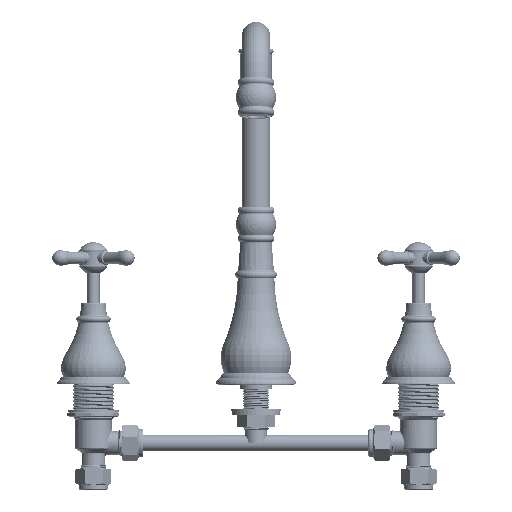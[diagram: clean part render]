
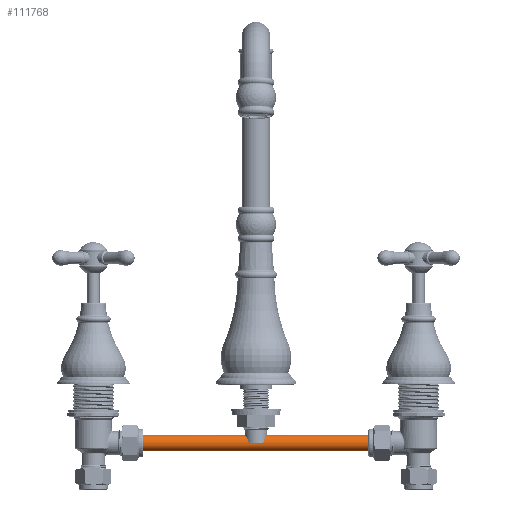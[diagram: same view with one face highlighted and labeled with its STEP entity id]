
A CAD part, top view. The second image highlights one B-rep face of the part: STEP entity #111768.
In plain terms, the highlighted cylindrical face has radius 6.35 mm (diameter 12.7 mm), a partial arc.
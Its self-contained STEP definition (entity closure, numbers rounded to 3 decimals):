
#626 = CARTESIAN_POINT ( 'NONE',  ( -3.03, 111.766, 5.582 ) ) ;
#1430 = CYLINDRICAL_SURFACE ( 'NONE', #106965, 6.35 ) ;
#2664 = DIRECTION ( 'NONE',  ( 0., 0., 1. ) ) ;
#3169 = EDGE_CURVE ( 'NONE', #65456, #80267, #102332, .T. ) ;
#5829 = LINE ( 'NONE', #51317, #140199 ) ;
#8354 = CARTESIAN_POINT ( 'NONE',  ( -2.792, 107.843, 5.713 ) ) ;
#10123 = LINE ( 'NONE', #124184, #16750 ) ;
#11094 = CARTESIAN_POINT ( 'NONE',  ( -1.145, 113.315, 6.25 ) ) ;
#16102 = CARTESIAN_POINT ( 'NONE',  ( 0., 220., 0. ) ) ;
#16750 = VECTOR ( 'NONE', #41434, 1000. ) ;
#18795 = CARTESIAN_POINT ( 'NONE',  ( 0., 106.5, 6.35 ) ) ;
#18860 = B_SPLINE_CURVE_WITH_KNOTS ( 'NONE', 3,
 ( #90848, #147487, #80409, #67738, #11094, #20816, #112484, #67020, #46104, #66267, #89376, #626, #113200, #136338, #78205, #34199, #91577, #56553 ),
 .UNSPECIFIED., .F., .F.,
 ( 4, 2, 2, 2, 2, 2, 2, 2, 4 ),
 ( 0.017, 0.017, 0.018, 0.019, 0.02, 0.02, 0.021, 0.022, 0.022 ),
 .UNSPECIFIED. ) ;
#20816 = CARTESIAN_POINT ( 'NONE',  ( -1.572, 113.136, 6.156 ) ) ;
#20994 = CARTESIAN_POINT ( 'NONE',  ( -2.318, 107.368, 5.914 ) ) ;
#21081 = DIRECTION ( 'NONE',  ( 0., -1., 0. ) ) ;
#28299 = CARTESIAN_POINT ( 'NONE',  ( 0., 0., -6.35 ) ) ;
#30708 = CARTESIAN_POINT ( 'NONE',  ( -3.049, 108.223, 5.574 ) ) ;
#31475 = CARTESIAN_POINT ( 'NONE',  ( -1.568, 106.862, 6.157 ) ) ;
#31567 = FACE_OUTER_BOUND ( 'NONE', #54354, .T. ) ;
#32279 = CARTESIAN_POINT ( 'NONE',  ( 0., 220., 0. ) ) ;
#33928 = EDGE_CURVE ( 'NONE', #97251, #44116, #130148, .T. ) ;
#34199 = CARTESIAN_POINT ( 'NONE',  ( -3.476, 110.471, 5.314 ) ) ;
#38253 = EDGE_CURVE ( 'NONE', #96679, #80267, #5829, .T. ) ;
#41434 = DIRECTION ( 'NONE',  ( 0., -1., 0. ) ) ;
#41871 = CARTESIAN_POINT ( 'NONE',  ( -0.921, 106.615, 6.287 ) ) ;
#44116 = VERTEX_POINT ( 'NONE', #107958 ) ;
#44137 = VERTEX_POINT ( 'NONE', #134057 ) ;
#46104 = CARTESIAN_POINT ( 'NONE',  ( -2.321, 112.629, 5.913 ) ) ;
#46135 = CARTESIAN_POINT ( 'NONE',  ( -3.5, 110., 5.298 ) ) ;
#47304 = VECTOR ( 'NONE', #107751, 1000. ) ;
#49729 = ORIENTED_EDGE ( 'NONE', *, *, #33928, .F. ) ;
#51317 = CARTESIAN_POINT ( 'NONE',  ( 0., 220., 6.35 ) ) ;
#53097 = CARTESIAN_POINT ( 'NONE',  ( -3.476, 109.531, 5.314 ) ) ;
#54354 = EDGE_LOOP ( 'NONE', ( #49729, #114369, #131184, #90638, #141874, #105968, #105333 ) ) ;
#54357 = B_SPLINE_CURVE_WITH_KNOTS ( 'NONE', 3,
 ( #123129, #120907, #53097, #133600, #98543, #30708, #8354, #20994, #64264, #144018, #31475, #111915, #41871, #86624, #132126, #18795 ),
 .UNSPECIFIED., .F., .F.,
 ( 4, 2, 2, 2, 2, 2, 2, 4 ),
 ( 0., 0.001, 0.001, 0.003, 0.003, 0.004, 0.005, 0.006 ),
 .UNSPECIFIED. ) ;
#56553 = CARTESIAN_POINT ( 'NONE',  ( -3.5, 110., 5.298 ) ) ;
#60068 = DIRECTION ( 'NONE',  ( 0., 1., 0. ) ) ;
#64119 = AXIS2_PLACEMENT_3D ( 'NONE', #16102, #107037, #106292 ) ;
#64264 = CARTESIAN_POINT ( 'NONE',  ( -2.142, 107.223, 5.981 ) ) ;
#65456 = VERTEX_POINT ( 'NONE', #28299 ) ;
#66267 = CARTESIAN_POINT ( 'NONE',  ( -2.637, 112.312, 5.779 ) ) ;
#67020 = CARTESIAN_POINT ( 'NONE',  ( -2.145, 112.775, 5.98 ) ) ;
#67685 = EDGE_CURVE ( 'NONE', #44137, #65456, #10123, .T. ) ;
#67738 = CARTESIAN_POINT ( 'NONE',  ( -0.925, 113.384, 6.286 ) ) ;
#73545 = EDGE_CURVE ( 'NONE', #44137, #97251, #126081, .T. ) ;
#78205 = CARTESIAN_POINT ( 'NONE',  ( -3.382, 110.929, 5.374 ) ) ;
#80267 = VERTEX_POINT ( 'NONE', #108677 ) ;
#80409 = CARTESIAN_POINT ( 'NONE',  ( -0.47, 113.476, 6.337 ) ) ;
#86624 = CARTESIAN_POINT ( 'NONE',  ( -0.466, 106.523, 6.337 ) ) ;
#89376 = CARTESIAN_POINT ( 'NONE',  ( -2.779, 112.14, 5.711 ) ) ;
#90638 = ORIENTED_EDGE ( 'NONE', *, *, #3169, .T. ) ;
#90848 = CARTESIAN_POINT ( 'NONE',  ( 0., 113.5, 6.35 ) ) ;
#91577 = CARTESIAN_POINT ( 'NONE',  ( -3.5, 110.236, 5.298 ) ) ;
#94710 = VERTEX_POINT ( 'NONE', #46135 ) ;
#96679 = VERTEX_POINT ( 'NONE', #125054 ) ;
#96756 = DIRECTION ( 'NONE',  ( 0., -1., 0. ) ) ;
#97251 = VERTEX_POINT ( 'NONE', #139899 ) ;
#98543 = CARTESIAN_POINT ( 'NONE',  ( -3.315, 108.854, 5.417 ) ) ;
#100382 = EDGE_CURVE ( 'NONE', #94710, #96679, #54357, .T. ) ;
#102332 = CIRCLE ( 'NONE', #128534, 6.35 ) ;
#104790 = CARTESIAN_POINT ( 'NONE',  ( 0., 0., 0. ) ) ;
#105333 = ORIENTED_EDGE ( 'NONE', *, *, #129206, .F. ) ;
#105968 = ORIENTED_EDGE ( 'NONE', *, *, #100382, .F. ) ;
#106292 = DIRECTION ( 'NONE',  ( 0., 0., 1. ) ) ;
#106965 = AXIS2_PLACEMENT_3D ( 'NONE', #32279, #21081, #122502 ) ;
#107037 = DIRECTION ( 'NONE',  ( 0., 1., 0. ) ) ;
#107751 = DIRECTION ( 'NONE',  ( 0., -1., 0. ) ) ;
#107958 = CARTESIAN_POINT ( 'NONE',  ( 0., 113.5, 6.35 ) ) ;
#108677 = CARTESIAN_POINT ( 'NONE',  ( 0., 0., 6.35 ) ) ;
#111768 = ADVANCED_FACE ( 'NONE', ( #31567 ), #1430, .T. ) ;
#111915 = CARTESIAN_POINT ( 'NONE',  ( -1.147, 106.685, 6.249 ) ) ;
#112484 = CARTESIAN_POINT ( 'NONE',  ( -1.771, 113.027, 6.101 ) ) ;
#113200 = CARTESIAN_POINT ( 'NONE',  ( -3.139, 111.565, 5.521 ) ) ;
#114369 = ORIENTED_EDGE ( 'NONE', *, *, #73545, .F. ) ;
#118192 = CARTESIAN_POINT ( 'NONE',  ( 0., 220., 6.35 ) ) ;
#120907 = CARTESIAN_POINT ( 'NONE',  ( -3.5, 109.763, 5.298 ) ) ;
#122502 = DIRECTION ( 'NONE',  ( 0., 0., -1. ) ) ;
#123129 = CARTESIAN_POINT ( 'NONE',  ( -3.5, 110., 5.298 ) ) ;
#124184 = CARTESIAN_POINT ( 'NONE',  ( 0., 220., -6.35 ) ) ;
#125054 = CARTESIAN_POINT ( 'NONE',  ( 0., 106.5, 6.35 ) ) ;
#126081 = CIRCLE ( 'NONE', #64119, 6.35 ) ;
#128534 = AXIS2_PLACEMENT_3D ( 'NONE', #104790, #60068, #2664 ) ;
#129206 = EDGE_CURVE ( 'NONE', #44116, #94710, #18860, .T. ) ;
#130148 = LINE ( 'NONE', #118192, #47304 ) ;
#131184 = ORIENTED_EDGE ( 'NONE', *, *, #67685, .T. ) ;
#132126 = CARTESIAN_POINT ( 'NONE',  ( -0.235, 106.5, 6.35 ) ) ;
#133600 = CARTESIAN_POINT ( 'NONE',  ( -3.384, 109.078, 5.373 ) ) ;
#134057 = CARTESIAN_POINT ( 'NONE',  ( 0., 220., -6.35 ) ) ;
#136338 = CARTESIAN_POINT ( 'NONE',  ( -3.314, 111.148, 5.417 ) ) ;
#139899 = CARTESIAN_POINT ( 'NONE',  ( 0., 220., 6.35 ) ) ;
#140199 = VECTOR ( 'NONE', #96756, 1000. ) ;
#141874 = ORIENTED_EDGE ( 'NONE', *, *, #38253, .F. ) ;
#144018 = CARTESIAN_POINT ( 'NONE',  ( -1.767, 106.97, 6.103 ) ) ;
#147487 = CARTESIAN_POINT ( 'NONE',  ( -0.233, 113.5, 6.35 ) ) ;
